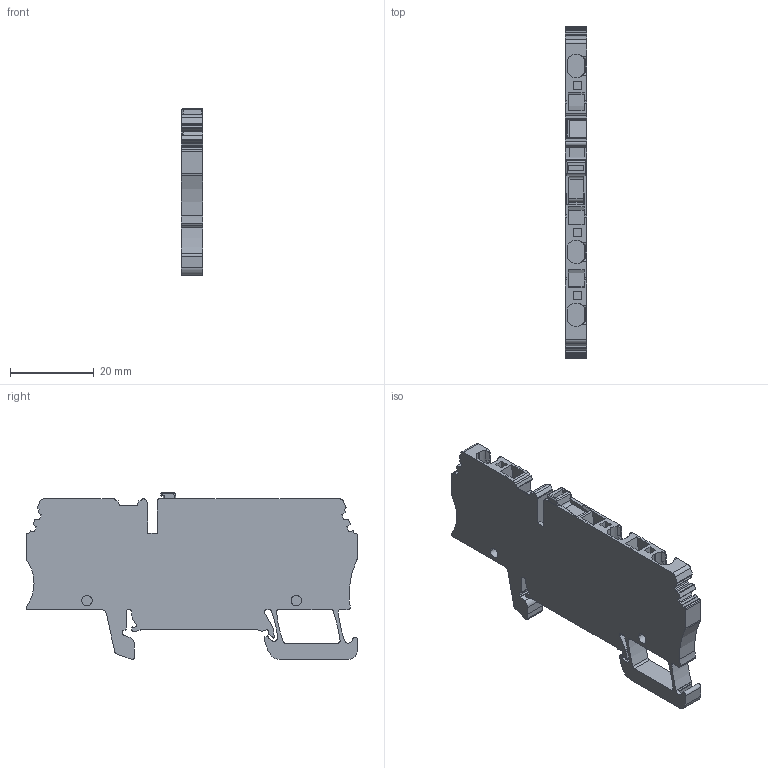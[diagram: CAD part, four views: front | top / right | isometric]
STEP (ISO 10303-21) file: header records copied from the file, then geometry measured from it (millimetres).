
FILE_DESCRIPTION(('CATIA V5R22 STEP214','CAx-IF Rec.Pracs.--- Model Styling and Organization---1.4--- 2014-01-23'),'2;1');
FILE_NAME ('032555-2_0', '2021-04-13T04:55:49+00:00', ('Weidmueller Interface'), ('Weidmueller'), 'CATIA Version 5-6 Release 2016 SP3 HF44', 'CATIA V5 STEP AP214', 'none');
FILE_SCHEMA(('AUTOMOTIVE_DESIGN { 1 0 10303 214 1 1 1 1 }'));
Length unit declared in the file: millimetre
Products named in the file (1): 36266_ZTR_2.5_3AN_AllCATPart
Bounding box: 5.1 x 79.23 x 39.85 mm (x, y, z)
Volume: 10626.9 mm3; surface area: 7654.4 mm2
Topology: 2 solids, 2 shells, 432 faces, 1248 edges, 822 vertices
Faces by surface type: plane 256, cylinder 143, extrusion 21, torus 6, cone 3, bspline 3
Entity records: 14238 total; most frequent: CARTESIAN_POINT 3300, ORIENTED_EDGE 2488, DIRECTION 1864, EDGE_CURVE 1244, VECTOR 897, LINE 876, VERTEX_POINT 821, AXIS2_PLACEMENT_3D 617
